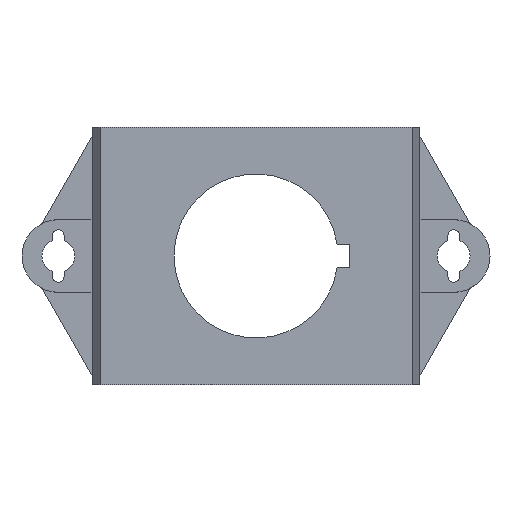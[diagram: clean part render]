
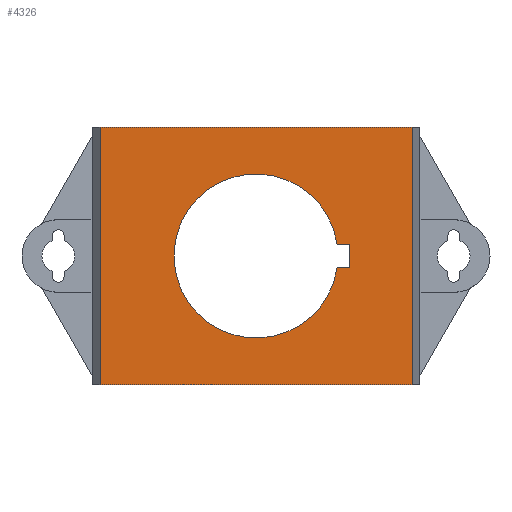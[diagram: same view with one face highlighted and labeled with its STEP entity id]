
A CAD part, front view. The second image highlights one B-rep face of the part: STEP entity #4326.
In plain terms, the highlighted planar face has unit normal (0, -1, 0).
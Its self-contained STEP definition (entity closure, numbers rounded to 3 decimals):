
#64=DIRECTION('',(0.,0.,-1.));
#65=VECTOR('',#64,35.5);
#66=CARTESIAN_POINT('',(21.5,0.,17.75));
#67=LINE('',#66,#65);
#72=DIRECTION('',(-1.,0.,0.));
#73=VECTOR('',#72,43.);
#74=CARTESIAN_POINT('',(21.5,0.,-17.75));
#75=LINE('',#74,#73);
#79=DIRECTION('',(0.,0.,-1.));
#80=VECTOR('',#79,35.5);
#81=CARTESIAN_POINT('',(-21.5,0.,17.75));
#82=LINE('',#81,#80);
#86=DIRECTION('',(1.,0.,0.));
#87=VECTOR('',#86,43.);
#88=CARTESIAN_POINT('',(-21.5,0.,17.75));
#89=LINE('',#88,#87);
#93=CARTESIAN_POINT('',(0.,0.,0.));
#94=DIRECTION('',(0.,1.,0.));
#95=DIRECTION('',(0.99,0.,-0.142));
#96=AXIS2_PLACEMENT_3D('',#93,#94,#95);
#101=DIRECTION('',(-1.,0.,0.));
#102=VECTOR('',#101,1.714);
#103=CARTESIAN_POINT('',(12.9,0.,-1.6));
#104=LINE('',#103,#102);
#108=DIRECTION('',(0.,0.,-1.));
#109=VECTOR('',#108,3.2);
#110=CARTESIAN_POINT('',(12.9,0.,1.6));
#111=LINE('',#110,#109);
#115=DIRECTION('',(1.,0.,0.));
#116=VECTOR('',#115,1.714);
#117=CARTESIAN_POINT('',(11.186,0.,1.6));
#118=LINE('',#117,#116);
#3645=CARTESIAN_POINT('',(21.5,0.,17.75));
#3646=CARTESIAN_POINT('',(21.5,0.,-17.75));
#3647=VERTEX_POINT('',#3645);
#3648=VERTEX_POINT('',#3646);
#3649=CARTESIAN_POINT('',(-21.5,0.,17.75));
#3650=CARTESIAN_POINT('',(-21.5,0.,-17.75));
#3651=VERTEX_POINT('',#3649);
#3652=VERTEX_POINT('',#3650);
#3805=CARTESIAN_POINT('',(11.186,0.,-1.6));
#3806=CARTESIAN_POINT('',(11.186,0.,1.6));
#3807=VERTEX_POINT('',#3805);
#3808=VERTEX_POINT('',#3806);
#3809=CARTESIAN_POINT('',(12.9,0.,1.6));
#3810=VERTEX_POINT('',#3809);
#3811=CARTESIAN_POINT('',(12.9,0.,-1.6));
#3812=VERTEX_POINT('',#3811);
#4301=CARTESIAN_POINT('',(0.,0.,0.));
#4302=DIRECTION('',(0.,1.,0.));
#4303=DIRECTION('',(1.,0.,0.));
#4304=AXIS2_PLACEMENT_3D('',#4301,#4302,#4303);
#4305=PLANE('',#4304);
#4307=ORIENTED_EDGE('',*,*,#4306,.T.);
#4309=ORIENTED_EDGE('',*,*,#4308,.T.);
#4311=ORIENTED_EDGE('',*,*,#4310,.F.);
#4313=ORIENTED_EDGE('',*,*,#4312,.T.);
#4314=EDGE_LOOP('',(#4307,#4309,#4311,#4313));
#4315=FACE_OUTER_BOUND('',#4314,.F.);
#4317=ORIENTED_EDGE('',*,*,#4316,.F.);
#4319=ORIENTED_EDGE('',*,*,#4318,.F.);
#4321=ORIENTED_EDGE('',*,*,#4320,.F.);
#4323=ORIENTED_EDGE('',*,*,#4322,.F.);
#4324=EDGE_LOOP('',(#4317,#4319,#4321,#4323));
#4325=FACE_BOUND('',#4324,.F.);
#97=CIRCLE('',#96,11.3);
#4306=EDGE_CURVE('',#3647,#3648,#67,.T.);
#4308=EDGE_CURVE('',#3648,#3652,#75,.T.);
#4310=EDGE_CURVE('',#3651,#3652,#82,.T.);
#4312=EDGE_CURVE('',#3651,#3647,#89,.T.);
#4316=EDGE_CURVE('',#3807,#3808,#97,.T.);
#4318=EDGE_CURVE('',#3812,#3807,#104,.T.);
#4320=EDGE_CURVE('',#3810,#3812,#111,.T.);
#4322=EDGE_CURVE('',#3808,#3810,#118,.T.);
#4326=ADVANCED_FACE('',(#4315,#4325),#4305,.F.);
